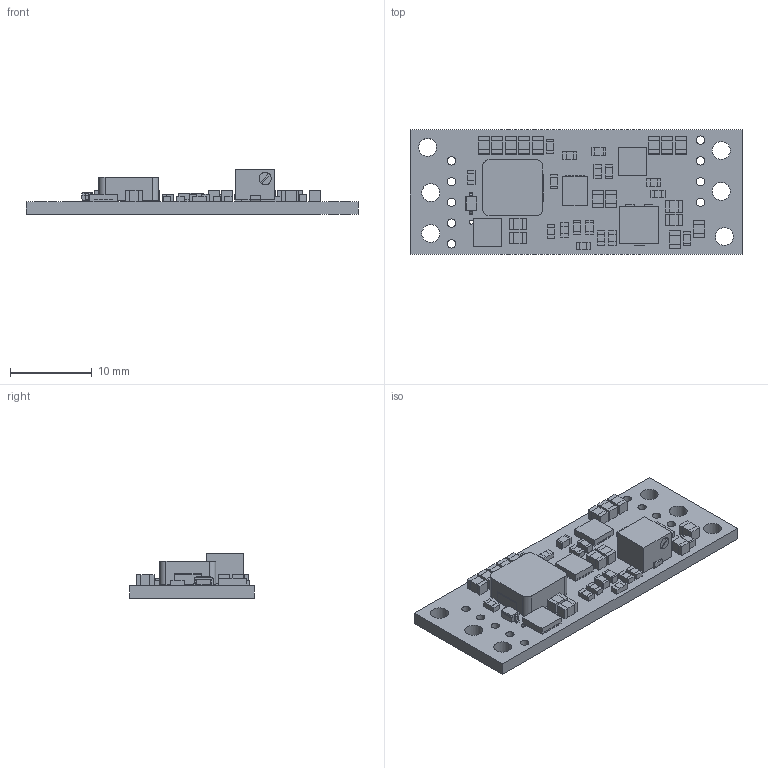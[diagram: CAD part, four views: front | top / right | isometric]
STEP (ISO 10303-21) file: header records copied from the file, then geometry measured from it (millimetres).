
FILE_DESCRIPTION (( 'STEP AP214' ), '1' );
FILE_NAME ('step-up-voltage-regulator-u3v70x.step', '2018-08-13T18:00:25', ( '' ), ( '' ), 'SwSTEP 2.0', 'SolidWorks 2016', '' );
FILE_SCHEMA (( 'AUTOMOTIVE_DESIGN' ));
Length unit declared in the file: millimetre
Products named in the file (1): step-up-voltage-regulator-u3v70x
Bounding box: 40.64 x 15.24 x 5.48 mm (x, y, z)
Volume: 1270.8 mm3; surface area: 2053 mm2
Topology: 4 solids, 4 shells, 1064 faces, 2870 edges, 1866 vertices
Faces by surface type: plane 871, bspline 151, cylinder 42
Full cylindrical faces by diameter (mm): 0.508 x1, 1.016 x9, 1.5 x1, 2.184 x6
Entity records: 49860 total; most frequent: CARTESIAN_POINT 12607, ORIENTED_EDGE 5704, DIRECTION 4327, EDGE_CURVE 2852, VECTOR 2325, LINE 2325, VERTEX_POINT 1865, EDGE_LOOP 1209
